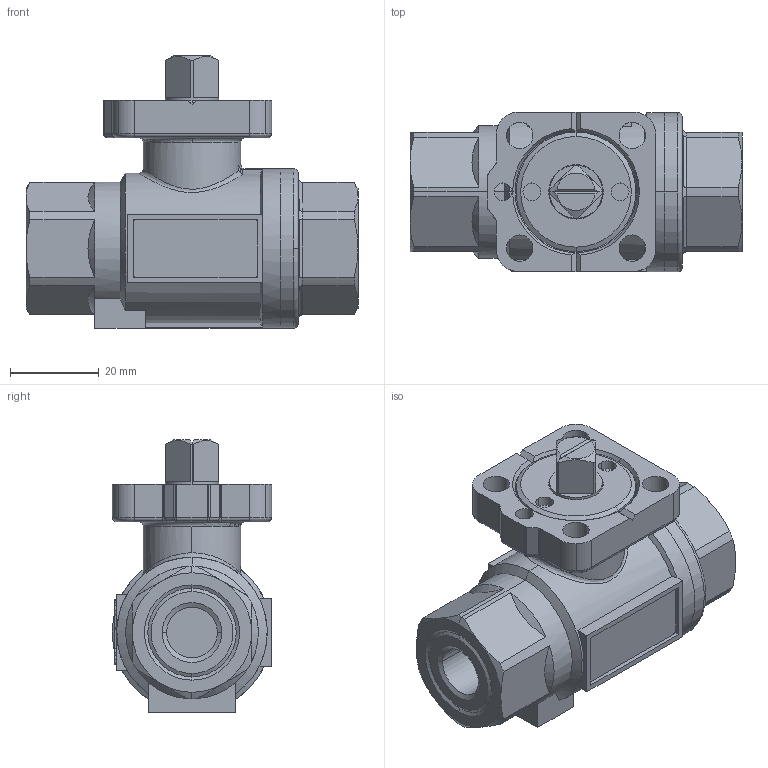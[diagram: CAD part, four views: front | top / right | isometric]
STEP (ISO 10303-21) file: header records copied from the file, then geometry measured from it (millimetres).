
FILE_DESCRIPTION(('HOOPS Exchange Step'),'2;1');
FILE_NAME('GK0602_DN8.stp','2025-02-21T11:08:24+01:00',('nieru'),('Unknown organisation'),'HOOPS Exchange 2024.2','HOOPS Exchange','Unknown authorisation');
FILE_SCHEMA( ('AP203_CONFIGURATION_CONTROLLED_3D_DESIGN_OF_MECHANICAL_PARTS_AND_ASSEMBLIES_MIM_LF') );
Length unit declared in the file: millimetre
Products named in the file (2): 0; root
Assembly tree (1 placements, depth 2):
  root
    0
Bounding box: 75 x 36 x 61.54 mm (x, y, z)
Volume: 72704.8 mm3; surface area: 15584 mm2
Topology: 1 solids, 1 shells, 402 faces, 1039 edges, 670 vertices
Faces by surface type: plane 191, cylinder 98, bspline 48, cone 47, torus 16, sphere 2
Entity records: 13891 total; most frequent: CARTESIAN_POINT 4457, ORIENTED_EDGE 2078, DIRECTION 1728, EDGE_CURVE 1039, VERTEX_POINT 670, AXIS2_PLACEMENT_3D 601, VECTOR 526, LINE 526
